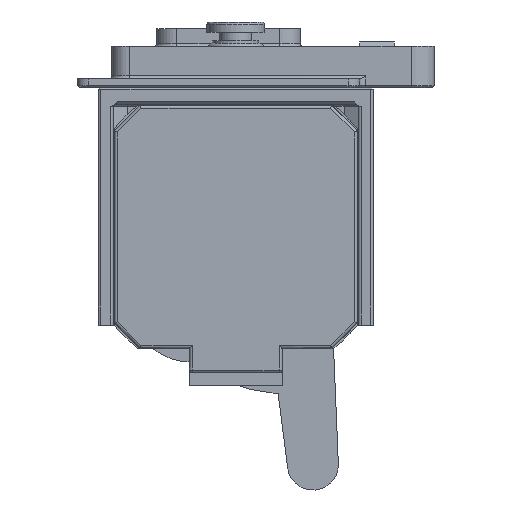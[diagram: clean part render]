
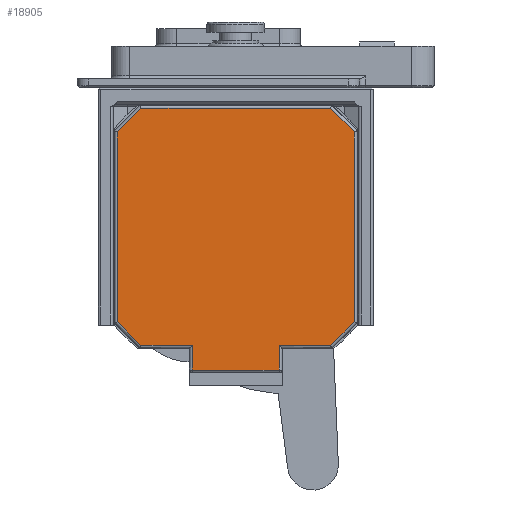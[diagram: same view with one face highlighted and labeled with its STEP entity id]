
A CAD part, front view. The second image highlights one B-rep face of the part: STEP entity #18905.
In plain terms, the highlighted face is planar.
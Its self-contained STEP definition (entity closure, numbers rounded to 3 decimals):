
#1324=LINE('',#28616,#3086);
#1326=LINE('',#28623,#3088);
#1372=LINE('',#28715,#3134);
#1378=LINE('',#28731,#3140);
#1383=LINE('',#28745,#3145);
#1393=LINE('',#28769,#3155);
#1394=LINE('',#28771,#3156);
#1395=LINE('',#28772,#3157);
#1396=LINE('',#28773,#3158);
#1397=LINE('',#28774,#3159);
#1398=LINE('',#28776,#3160);
#1399=LINE('',#28777,#3161);
#3086=VECTOR('',#22632,1000.);
#3088=VECTOR('',#22640,1000.);
#3134=VECTOR('',#22718,1000.);
#3140=VECTOR('',#22732,1000.);
#3145=VECTOR('',#22743,1000.);
#3155=VECTOR('',#22761,1000.);
#3156=VECTOR('',#22762,1000.);
#3157=VECTOR('',#22763,1000.);
#3158=VECTOR('',#22764,1000.);
#3159=VECTOR('',#22765,1000.);
#3160=VECTOR('',#22766,1000.);
#3161=VECTOR('',#22767,1000.);
#4760=FACE_OUTER_BOUND('',#5956,.T.);
#5956=EDGE_LOOP('',(#13365,#13366,#13367,#13368,#13369,#13370,#13371,#13372,
#13373,#13374,#13375,#13376));
#8266=VERTEX_POINT('',#28507);
#8296=VERTEX_POINT('',#28612);
#8298=VERTEX_POINT('',#28622);
#8328=VERTEX_POINT('',#28713);
#8333=VERTEX_POINT('',#28726);
#8334=VERTEX_POINT('',#28729);
#8339=VERTEX_POINT('',#28742);
#8340=VERTEX_POINT('',#28744);
#8349=VERTEX_POINT('',#28767);
#8350=VERTEX_POINT('',#28768);
#8351=VERTEX_POINT('',#28770);
#8352=VERTEX_POINT('',#28775);
#10173=EDGE_CURVE('',#8266,#8296,#1324,.T.);
#10176=EDGE_CURVE('',#8298,#8266,#1326,.T.);
#10225=EDGE_CURVE('',#8296,#8328,#1372,.T.);
#10233=EDGE_CURVE('',#8333,#8334,#1378,.T.);
#10239=EDGE_CURVE('',#8340,#8339,#1383,.T.);
#10250=EDGE_CURVE('',#8349,#8350,#1393,.T.);
#10251=EDGE_CURVE('',#8350,#8351,#1394,.T.);
#10252=EDGE_CURVE('',#8351,#8340,#1395,.T.);
#10253=EDGE_CURVE('',#8339,#8333,#1396,.T.);
#10254=EDGE_CURVE('',#8334,#8298,#1397,.T.);
#10255=EDGE_CURVE('',#8328,#8352,#1398,.T.);
#10256=EDGE_CURVE('',#8352,#8349,#1399,.T.);
#13365=ORIENTED_EDGE('',*,*,#10250,.T.);
#13366=ORIENTED_EDGE('',*,*,#10251,.T.);
#13367=ORIENTED_EDGE('',*,*,#10252,.T.);
#13368=ORIENTED_EDGE('',*,*,#10239,.T.);
#13369=ORIENTED_EDGE('',*,*,#10253,.T.);
#13370=ORIENTED_EDGE('',*,*,#10233,.T.);
#13371=ORIENTED_EDGE('',*,*,#10254,.T.);
#13372=ORIENTED_EDGE('',*,*,#10176,.T.);
#13373=ORIENTED_EDGE('',*,*,#10173,.T.);
#13374=ORIENTED_EDGE('',*,*,#10225,.T.);
#13375=ORIENTED_EDGE('',*,*,#10255,.T.);
#13376=ORIENTED_EDGE('',*,*,#10256,.T.);
#18276=PLANE('',#20237);
#18905=ADVANCED_FACE('',(#4760),#18276,.F.);
#20237=AXIS2_PLACEMENT_3D('',#28766,#22759,#22760);
#22632=DIRECTION('',(1.,0.,0.));
#22640=DIRECTION('',(0.,1.,0.));
#22718=DIRECTION('',(0.,-1.,0.));
#22732=DIRECTION('',(0.707,0.707,0.));
#22743=DIRECTION('',(-0.707,0.707,0.));
#22759=DIRECTION('center_axis',(0.,0.,1.));
#22760=DIRECTION('ref_axis',(1.,0.,0.));
#22761=DIRECTION('',(0.,-1.,0.));
#22762=DIRECTION('',(-0.707,-0.707,0.));
#22763=DIRECTION('',(-1.,0.,0.));
#22764=DIRECTION('',(0.,1.,0.));
#22765=DIRECTION('',(1.,0.,0.));
#22766=DIRECTION('',(1.,0.,0.));
#22767=DIRECTION('',(0.707,-0.707,0.));
#28507=CARTESIAN_POINT('',(-7.5,24.75,0.));
#28612=CARTESIAN_POINT('',(7.5,24.75,0.));
#28616=CARTESIAN_POINT('',(8.,24.75,0.));
#28622=CARTESIAN_POINT('',(-7.5,20.5,0.));
#28623=CARTESIAN_POINT('',(-7.5,25.25,0.));
#28713=CARTESIAN_POINT('',(7.5,20.5,0.));
#28715=CARTESIAN_POINT('',(7.5,20.5,0.));
#28726=CARTESIAN_POINT('',(-20.5,16.393,0.));
#28729=CARTESIAN_POINT('',(-16.393,20.5,0.));
#28731=CARTESIAN_POINT('',(-16.246,20.646,0.));
#28742=CARTESIAN_POINT('',(-20.5,-16.393,0.));
#28744=CARTESIAN_POINT('',(-16.393,-20.5,0.));
#28745=CARTESIAN_POINT('',(-20.646,-16.246,0.));
#28766=CARTESIAN_POINT('Origin',(0.,0.,0.));
#28767=CARTESIAN_POINT('',(20.5,16.393,0.));
#28768=CARTESIAN_POINT('',(20.5,-16.393,0.));
#28769=CARTESIAN_POINT('',(20.5,0.,0.));
#28770=CARTESIAN_POINT('',(16.393,-20.5,0.));
#28771=CARTESIAN_POINT('',(16.246,-20.646,0.));
#28772=CARTESIAN_POINT('',(0.,-20.5,0.));
#28773=CARTESIAN_POINT('',(-20.5,0.,0.));
#28774=CARTESIAN_POINT('',(0.,20.5,0.));
#28775=CARTESIAN_POINT('',(16.393,20.5,0.));
#28776=CARTESIAN_POINT('',(0.,20.5,0.));
#28777=CARTESIAN_POINT('',(20.646,16.246,0.));
